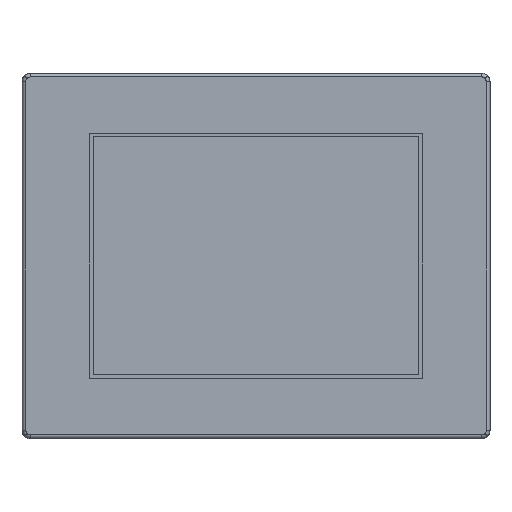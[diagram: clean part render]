
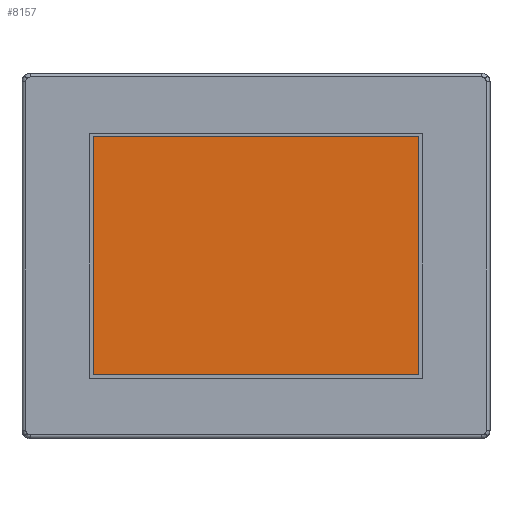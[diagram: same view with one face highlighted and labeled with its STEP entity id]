
A CAD part, top view. The second image highlights one B-rep face of the part: STEP entity #8157.
In plain terms, the highlighted planar face has unit normal (0, 0, 1).
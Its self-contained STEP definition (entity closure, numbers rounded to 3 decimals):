
#8125 = VERTEX_POINT ( 'NONE', #15953 ) ;
#8154 = EDGE_CURVE ( 'NONE', #8171, #8125, #15985, .T. ) ;
#8157 = ADVANCED_FACE ( 'NONE', ( #16044 ), #16029, .F. ) ;
#8158 = EDGE_LOOP ( 'NONE', ( #8159, #8160, #8161, #8162 ) ) ;
#8159 = ORIENTED_EDGE ( 'NONE', *, *, #8170, .F. ) ;
#8160 = ORIENTED_EDGE ( 'NONE', *, *, #8187, .F. ) ;
#8161 = ORIENTED_EDGE ( 'NONE', *, *, #8178, .F. ) ;
#8162 = ORIENTED_EDGE ( 'NONE', *, *, #8154, .F. ) ;
#8170 = EDGE_CURVE ( 'NONE', #8188, #8171, #16090, .T. ) ;
#8171 = VERTEX_POINT ( 'NONE', #16086 ) ;
#8178 = EDGE_CURVE ( 'NONE', #8125, #8179, #16118, .T. ) ;
#8179 = VERTEX_POINT ( 'NONE', #16114 ) ;
#8187 = EDGE_CURVE ( 'NONE', #8179, #8188, #16143, .T. ) ;
#8188 = VERTEX_POINT ( 'NONE', #16139 ) ;
#15953 = CARTESIAN_POINT ( 'NONE',  ( -120.735, -88.235, 10. ) ) ;
#15981 = DIRECTION ( 'NONE',  ( -1., 0., 0. ) ) ;
#15982 = VECTOR ( 'NONE', #15981, 1000. ) ;
#15983 = CARTESIAN_POINT ( 'NONE',  ( -120.735, -88.235, 10. ) ) ;
#15985 = LINE ( 'NONE', #15983, #15982 ) ;
#16023 = DIRECTION ( 'NONE',  ( -1., 0., 0. ) ) ;
#16024 = DIRECTION ( 'NONE',  ( 0., 0., -1. ) ) ;
#16025 = CARTESIAN_POINT ( 'NONE',  ( 173.5, 135.5, 10. ) ) ;
#16026 = AXIS2_PLACEMENT_3D ( 'NONE', #16025, #16024, #16023 ) ;
#16029 = PLANE ( 'NONE',  #16026 ) ;
#16044 = FACE_OUTER_BOUND ( 'NONE', #8158, .T. ) ;
#16086 = CARTESIAN_POINT ( 'NONE',  ( 120.735, -88.235, 10. ) ) ;
#16087 = DIRECTION ( 'NONE',  ( 0., -1., 0. ) ) ;
#16088 = VECTOR ( 'NONE', #16087, 1000. ) ;
#16089 = CARTESIAN_POINT ( 'NONE',  ( 120.735, -88.235, 10. ) ) ;
#16090 = LINE ( 'NONE', #16089, #16088 ) ;
#16114 = CARTESIAN_POINT ( 'NONE',  ( -120.735, 88.235, 10. ) ) ;
#16115 = DIRECTION ( 'NONE',  ( 0., 1., 0. ) ) ;
#16116 = VECTOR ( 'NONE', #16115, 1000. ) ;
#16117 = CARTESIAN_POINT ( 'NONE',  ( -120.735, 88.235, 10. ) ) ;
#16118 = LINE ( 'NONE', #16117, #16116 ) ;
#16139 = CARTESIAN_POINT ( 'NONE',  ( 120.735, 88.235, 10. ) ) ;
#16140 = DIRECTION ( 'NONE',  ( 1., 0., 0. ) ) ;
#16141 = VECTOR ( 'NONE', #16140, 1000. ) ;
#16142 = CARTESIAN_POINT ( 'NONE',  ( 120.735, 88.235, 10. ) ) ;
#16143 = LINE ( 'NONE', #16142, #16141 ) ;
